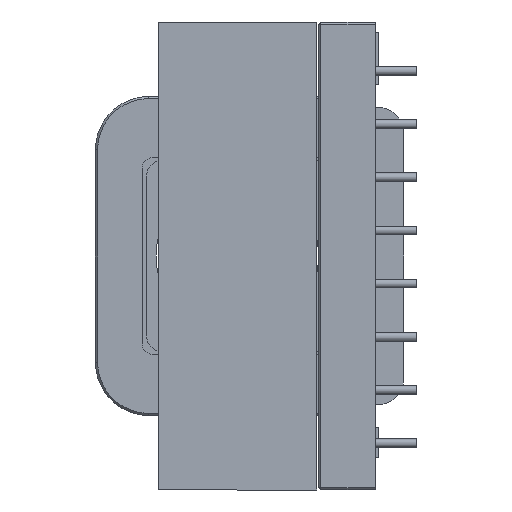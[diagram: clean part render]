
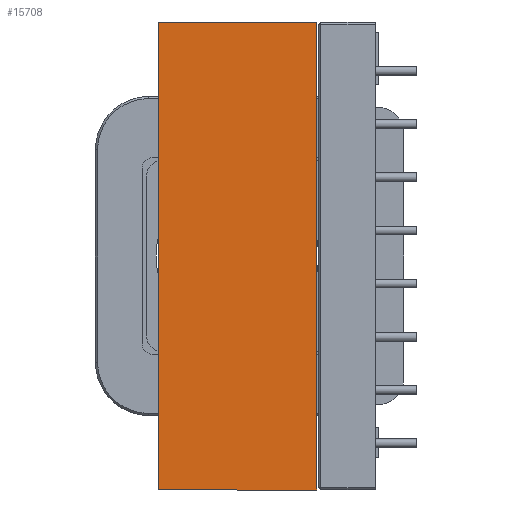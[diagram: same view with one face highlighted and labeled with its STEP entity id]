
A CAD part, front view. The second image highlights one B-rep face of the part: STEP entity #15708.
In plain terms, the highlighted face is planar.
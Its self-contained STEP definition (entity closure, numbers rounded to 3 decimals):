
#15569 = EDGE_CURVE('',#15570,#15572,#15574,.T.);
#15570 = VERTEX_POINT('',#15571);
#15571 = CARTESIAN_POINT('',(22.,7.45,0.));
#15572 = VERTEX_POINT('',#15573);
#15573 = CARTESIAN_POINT('',(22.,-7.45,0.));
#15574 = LINE('',#15575,#15576);
#15575 = CARTESIAN_POINT('',(22.,7.45,0.));
#15576 = VECTOR('',#15577,1.);
#15577 = DIRECTION('',(0.,-1.,0.));
#15627 = VERTEX_POINT('',#15628);
#15628 = CARTESIAN_POINT('',(-22.,-7.45,0.));
#15634 = EDGE_CURVE('',#15572,#15627,#15635,.T.);
#15635 = LINE('',#15636,#15637);
#15636 = CARTESIAN_POINT('',(22.,-7.45,0.));
#15637 = VECTOR('',#15638,1.);
#15638 = DIRECTION('',(-1.,0.,0.));
#15708 = ADVANCED_FACE('',(#15709),#15727,.T.);
#15709 = FACE_BOUND('',#15710,.T.);
#15710 = EDGE_LOOP('',(#15711,#15712,#15720,#15726));
#15711 = ORIENTED_EDGE('',*,*,#15634,.T.);
#15712 = ORIENTED_EDGE('',*,*,#15713,.T.);
#15713 = EDGE_CURVE('',#15627,#15714,#15716,.T.);
#15714 = VERTEX_POINT('',#15715);
#15715 = CARTESIAN_POINT('',(-22.,7.45,0.));
#15716 = LINE('',#15717,#15718);
#15717 = CARTESIAN_POINT('',(-22.,-7.45,0.));
#15718 = VECTOR('',#15719,1.);
#15719 = DIRECTION('',(0.,1.,0.));
#15720 = ORIENTED_EDGE('',*,*,#15721,.T.);
#15721 = EDGE_CURVE('',#15714,#15570,#15722,.T.);
#15722 = LINE('',#15723,#15724);
#15723 = CARTESIAN_POINT('',(-22.,7.45,0.));
#15724 = VECTOR('',#15725,1.);
#15725 = DIRECTION('',(1.,0.,0.));
#15726 = ORIENTED_EDGE('',*,*,#15569,.T.);
#15727 = PLANE('',#15728);
#15728 = AXIS2_PLACEMENT_3D('',#15729,#15730,#15731);
#15729 = CARTESIAN_POINT('',(0.,0.,0.));
#15730 = DIRECTION('',(0.,0.,-1.));
#15731 = DIRECTION('',(-1.,0.,0.));
